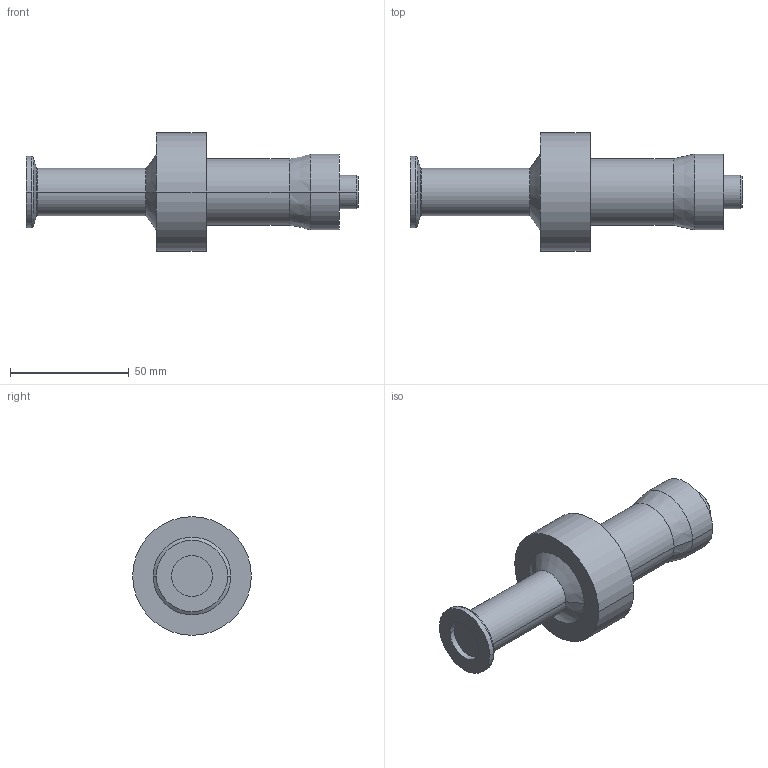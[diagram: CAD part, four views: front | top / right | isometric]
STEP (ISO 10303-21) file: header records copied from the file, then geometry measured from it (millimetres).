
FILE_DESCRIPTION((''),'2;1');
FILE_NAME('PTR15010.stp','2004-08-02T09:39:53',('GELH'),(''),'Autodesk Inventor (R) 6.0','Autodesk Inventor (R) 6.0','');
FILE_SCHEMA(('AUTOMOTIVE_DESIGN { 1 0 10303 214 1 1 1 1 }'));
Length unit declared in the file: millimetre
Products named in the file (1): PTR15010
Bounding box: 140 x 50 x 50 mm (x, y, z)
Volume: 99004 mm3; surface area: 17206.8 mm2
Topology: 1 solids, 1 shells, 35 faces, 76 edges, 48 vertices
Faces by surface type: cylinder 16, cone 8, plane 7, torus 2, bspline 2
Entity records: 1081 total; most frequent: CARTESIAN_POINT 248, DIRECTION 196, ORIENTED_EDGE 152, AXIS2_PLACEMENT_3D 86, EDGE_CURVE 76, CIRCLE 52, VERTEX_POINT 48, EDGE_LOOP 40
